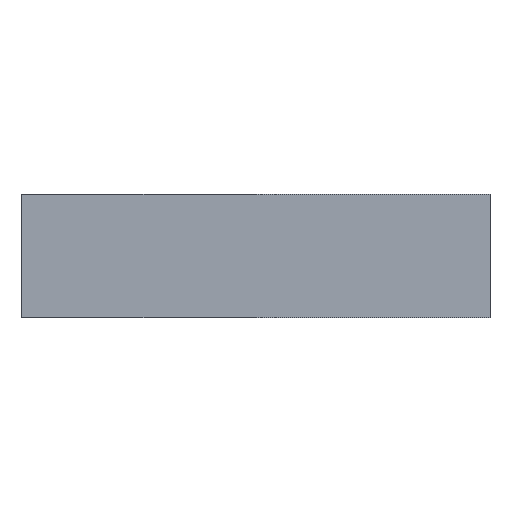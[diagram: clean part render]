
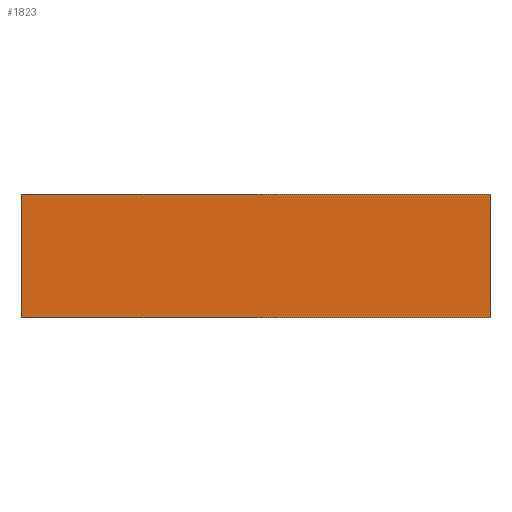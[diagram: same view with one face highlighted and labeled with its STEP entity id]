
A CAD part, front view. The second image highlights one B-rep face of the part: STEP entity #1823.
In plain terms, the highlighted planar face has unit normal (0, -1, 0).
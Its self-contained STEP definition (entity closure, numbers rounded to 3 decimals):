
#277=FACE_OUTER_BOUND('',#406,.T.);
#406=EDGE_LOOP('',(#1538,#1539,#1540,#1541));
#581=LINE('',#3173,#724);
#582=LINE('',#3176,#725);
#583=LINE('',#3178,#726);
#584=LINE('',#3179,#727);
#724=VECTOR('',#2356,10.);
#725=VECTOR('',#2359,10.);
#726=VECTOR('',#2360,10.);
#727=VECTOR('',#2361,10.);
#880=VERTEX_POINT('',#3169);
#881=VERTEX_POINT('',#3171);
#882=VERTEX_POINT('',#3175);
#883=VERTEX_POINT('',#3177);
#1117=EDGE_CURVE('',#880,#881,#581,.T.);
#1118=EDGE_CURVE('',#882,#880,#582,.T.);
#1119=EDGE_CURVE('',#883,#881,#583,.T.);
#1120=EDGE_CURVE('',#882,#883,#584,.T.);
#1538=ORIENTED_EDGE('',*,*,#1118,.T.);
#1539=ORIENTED_EDGE('',*,*,#1117,.T.);
#1540=ORIENTED_EDGE('',*,*,#1119,.F.);
#1541=ORIENTED_EDGE('',*,*,#1120,.F.);
#1714=PLANE('',#1987);
#1823=ADVANCED_FACE('',(#277),#1714,.T.);
#1987=AXIS2_PLACEMENT_3D('',#3174,#2357,#2358);
#2356=DIRECTION('',(0.,0.,1.));
#2357=DIRECTION('center_axis',(0.,-1.,0.));
#2358=DIRECTION('ref_axis',(1.,0.,0.));
#2359=DIRECTION('',(1.,0.,0.));
#2360=DIRECTION('',(1.,0.,0.));
#2361=DIRECTION('',(0.,0.,1.));
#3169=CARTESIAN_POINT('',(190.,0.,0.));
#3171=CARTESIAN_POINT('',(190.,0.,50.));
#3173=CARTESIAN_POINT('',(190.,0.,0.));
#3174=CARTESIAN_POINT('Origin',(0.,0.,0.));
#3175=CARTESIAN_POINT('',(0.,0.,0.));
#3176=CARTESIAN_POINT('',(0.,0.,0.));
#3177=CARTESIAN_POINT('',(0.,0.,50.));
#3178=CARTESIAN_POINT('',(0.,0.,50.));
#3179=CARTESIAN_POINT('',(0.,0.,0.));
